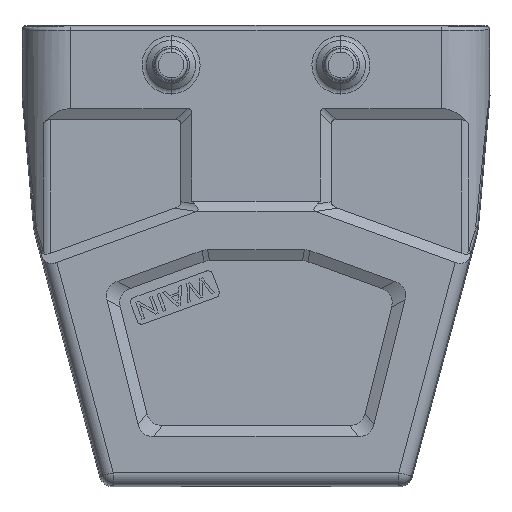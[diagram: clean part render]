
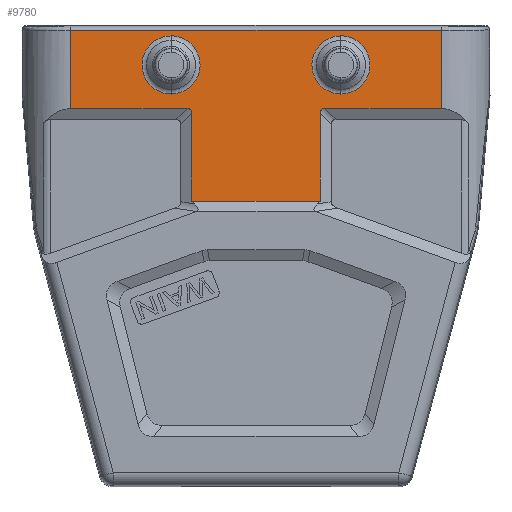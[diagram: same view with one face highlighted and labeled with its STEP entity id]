
A CAD part, front view. The second image highlights one B-rep face of the part: STEP entity #9780.
In plain terms, the highlighted planar face has unit normal (0, -1, 0).
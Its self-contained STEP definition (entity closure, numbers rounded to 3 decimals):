
#245=CARTESIAN_POINT('',(-28.878,-21.5,
-0.783));
#247=DIRECTION('',(0.,0.,-1.));
#248=VECTOR('',#247,12.217);
#249=CARTESIAN_POINT('',(-28.878,-21.5,
-0.783));
#250=LINE('',#249,#248);
#765=CARTESIAN_POINT('',(28.878,-21.5,
-0.783));
#791=CARTESIAN_POINT('',(28.878,-21.5,-13.));
#793=DIRECTION('',(0.,0.,1.));
#794=VECTOR('',#793,12.217);
#795=CARTESIAN_POINT('',(28.878,-21.5,-13.));
#796=LINE('',#795,#794);
#807=DIRECTION('',(-1.,0.,0.));
#808=VECTOR('',#807,57.755);
#809=CARTESIAN_POINT('',(28.878,-21.5,
-0.783));
#810=LINE('',#809,#808);
#815=DIRECTION('',(-1.,0.,0.));
#816=VECTOR('',#815,20.);
#817=CARTESIAN_POINT('',(10.,-21.5,-27.456));
#818=LINE('',#817,#816);
#819=CARTESIAN_POINT('',(13.25,-21.5,-6.2));
#820=DIRECTION('',(0.,-1.,0.));
#821=DIRECTION('',(0.,0.,-1.));
#822=AXIS2_PLACEMENT_3D('',#819,#820,#821);
#824=CARTESIAN_POINT('',(13.25,-21.5,-6.2));
#825=DIRECTION('',(0.,-1.,0.));
#826=DIRECTION('',(0.076,0.,0.997));
#827=AXIS2_PLACEMENT_3D('',#824,#825,#826);
#829=CARTESIAN_POINT('',(13.25,-21.5,-6.2));
#830=DIRECTION('',(0.,-1.,0.));
#831=DIRECTION('',(0.,0.,1.));
#832=AXIS2_PLACEMENT_3D('',#829,#830,#831);
#834=CARTESIAN_POINT('',(13.25,-21.5,-6.2));
#835=DIRECTION('',(0.,-1.,0.));
#836=DIRECTION('',(-0.076,0.,-0.997));
#837=AXIS2_PLACEMENT_3D('',#834,#835,#836);
#839=CARTESIAN_POINT('',(-13.25,-21.5,-6.2));
#840=DIRECTION('',(0.,-1.,0.));
#841=DIRECTION('',(0.,0.,-1.));
#842=AXIS2_PLACEMENT_3D('',#839,#840,#841);
#844=CARTESIAN_POINT('',(-13.25,-21.5,-6.2));
#845=DIRECTION('',(0.,-1.,0.));
#846=DIRECTION('',(0.076,0.,0.997));
#847=AXIS2_PLACEMENT_3D('',#844,#845,#846);
#849=CARTESIAN_POINT('',(-13.25,-21.5,-6.2));
#850=DIRECTION('',(0.,-1.,0.));
#851=DIRECTION('',(0.,0.,1.));
#852=AXIS2_PLACEMENT_3D('',#849,#850,#851);
#854=CARTESIAN_POINT('',(-13.25,-21.5,-6.2));
#855=DIRECTION('',(0.,-1.,0.));
#856=DIRECTION('',(-0.076,0.,-0.997));
#857=AXIS2_PLACEMENT_3D('',#854,#855,#856);
#869=DIRECTION('',(1.,0.,0.));
#870=VECTOR('',#869,18.128);
#871=CARTESIAN_POINT('',(10.75,-21.5,-13.));
#872=LINE('',#871,#870);
#969=DIRECTION('',(1.,0.,0.));
#970=VECTOR('',#969,18.128);
#971=CARTESIAN_POINT('',(-28.878,-21.5,-13.));
#972=LINE('',#971,#970);
#983=CARTESIAN_POINT('',(-10.75,-21.5,-13.));
#984=CARTESIAN_POINT('',(-10.5,-21.5,-13.));
#985=CARTESIAN_POINT('',(-10.138,-21.5,-13.138));
#986=CARTESIAN_POINT('',(-10.,-21.5,-13.5));
#987=CARTESIAN_POINT('',(-10.,-21.5,-13.75));
#1001=DIRECTION('',(0.,0.,-1.));
#1002=VECTOR('',#1001,13.706);
#1003=CARTESIAN_POINT('',(-10.,-21.5,-13.75));
#1004=LINE('',#1003,#1002);
#1005=DIRECTION('',(0.,0.,1.));
#1006=VECTOR('',#1005,13.706);
#1007=CARTESIAN_POINT('',(10.,-21.5,-27.456));
#1008=LINE('',#1007,#1006);
#1027=CARTESIAN_POINT('',(10.,-21.5,-13.75));
#1028=CARTESIAN_POINT('',(10.,-21.5,-13.5));
#1029=CARTESIAN_POINT('',(10.138,-21.5,-13.138));
#1030=CARTESIAN_POINT('',(10.5,-21.5,-13.));
#1031=CARTESIAN_POINT('',(10.75,-21.5,-13.));
#7366=VERTEX_POINT('',#245);
#7367=CARTESIAN_POINT('',(-28.878,-21.5,-13.));
#7368=VERTEX_POINT('',#7367);
#7546=VERTEX_POINT('',#765);
#7552=VERTEX_POINT('',#791);
#7556=CARTESIAN_POINT('',(10.75,-21.5,-13.));
#7557=VERTEX_POINT('',#7556);
#7558=VERTEX_POINT('',#1027);
#7559=CARTESIAN_POINT('',(10.,-21.5,-27.456));
#7560=VERTEX_POINT('',#7559);
#7561=CARTESIAN_POINT('',(-10.,-21.5,-27.456));
#7562=VERTEX_POINT('',#7561);
#7563=CARTESIAN_POINT('',(-10.,-21.5,-13.75));
#7564=VERTEX_POINT('',#7563);
#7565=VERTEX_POINT('',#983);
#7566=CARTESIAN_POINT('',(13.25,-21.5,-10.731));
#7567=CARTESIAN_POINT('',(13.595,-21.5,-1.682));
#7568=VERTEX_POINT('',#7566);
#7569=VERTEX_POINT('',#7567);
#7570=CARTESIAN_POINT('',(13.25,-21.5,-1.669));
#7571=VERTEX_POINT('',#7570);
#7572=CARTESIAN_POINT('',(12.905,-21.5,-10.718));
#7573=VERTEX_POINT('',#7572);
#7574=CARTESIAN_POINT('',(-13.25,-21.5,-10.731));
#7575=CARTESIAN_POINT('',(-12.905,-21.5,-1.682));
#7576=VERTEX_POINT('',#7574);
#7577=VERTEX_POINT('',#7575);
#7578=CARTESIAN_POINT('',(-13.25,-21.5,-1.669));
#7579=VERTEX_POINT('',#7578);
#7580=CARTESIAN_POINT('',(-13.595,-21.5,-10.718));
#7581=VERTEX_POINT('',#7580);
#9736=CARTESIAN_POINT('',(0.,-21.5,0.));
#9737=DIRECTION('',(0.,1.,0.));
#9738=DIRECTION('',(-1.,0.,0.));
#9739=AXIS2_PLACEMENT_3D('',#9736,#9737,#9738);
#9740=PLANE('',#9739);
#9741=ORIENTED_EDGE('',*,*,#9727,.F.);
#9742=ORIENTED_EDGE('',*,*,#9702,.F.);
#9744=ORIENTED_EDGE('',*,*,#9743,.F.);
#9746=ORIENTED_EDGE('',*,*,#9745,.F.);
#9748=ORIENTED_EDGE('',*,*,#9747,.F.);
#9750=ORIENTED_EDGE('',*,*,#9749,.T.);
#9752=ORIENTED_EDGE('',*,*,#9751,.F.);
#9754=ORIENTED_EDGE('',*,*,#9753,.F.);
#9756=ORIENTED_EDGE('',*,*,#9755,.F.);
#9757=ORIENTED_EDGE('',*,*,#8753,.F.);
#9758=EDGE_LOOP('',(#9741,#9742,#9744,#9746,#9748,#9750,#9752,#9754,#9756,
#9757));
#9759=FACE_OUTER_BOUND('',#9758,.F.);
#9761=ORIENTED_EDGE('',*,*,#9760,.T.);
#9763=ORIENTED_EDGE('',*,*,#9762,.T.);
#9765=ORIENTED_EDGE('',*,*,#9764,.T.);
#9767=ORIENTED_EDGE('',*,*,#9766,.T.);
#9768=EDGE_LOOP('',(#9761,#9763,#9765,#9767));
#9769=FACE_BOUND('',#9768,.F.);
#9771=ORIENTED_EDGE('',*,*,#9770,.T.);
#9773=ORIENTED_EDGE('',*,*,#9772,.T.);
#9775=ORIENTED_EDGE('',*,*,#9774,.T.);
#9777=ORIENTED_EDGE('',*,*,#9776,.T.);
#9778=EDGE_LOOP('',(#9771,#9773,#9775,#9777));
#9779=FACE_BOUND('',#9778,.F.);
#9780=ADVANCED_FACE('',(#9759,#9769,#9779),#9740,.F.);
#823=CIRCLE('',#822,4.531);
#828=CIRCLE('',#827,4.531);
#833=CIRCLE('',#832,4.531);
#838=CIRCLE('',#837,4.531);
#843=CIRCLE('',#842,4.531);
#848=CIRCLE('',#847,4.531);
#853=CIRCLE('',#852,4.531);
#858=CIRCLE('',#857,4.531);
#988=B_SPLINE_CURVE_WITH_KNOTS('',3,(#983,#984,#985,#986,#987),.UNSPECIFIED.,
.F.,.F.,(4,1,4),(0.,0.5,1.),.UNSPECIFIED.);
#1032=B_SPLINE_CURVE_WITH_KNOTS('',3,(#1027,#1028,#1029,#1030,#1031),
.UNSPECIFIED.,.F.,.F.,(4,1,4),(0.,0.5,1.),.UNSPECIFIED.);
#8753=EDGE_CURVE('',#7366,#7368,#250,.T.);
#9702=EDGE_CURVE('',#7552,#7546,#796,.T.);
#9727=EDGE_CURVE('',#7546,#7366,#810,.T.);
#9743=EDGE_CURVE('',#7557,#7552,#872,.T.);
#9745=EDGE_CURVE('',#7558,#7557,#1032,.T.);
#9747=EDGE_CURVE('',#7560,#7558,#1008,.T.);
#9749=EDGE_CURVE('',#7560,#7562,#818,.T.);
#9751=EDGE_CURVE('',#7564,#7562,#1004,.T.);
#9753=EDGE_CURVE('',#7565,#7564,#988,.T.);
#9755=EDGE_CURVE('',#7368,#7565,#972,.T.);
#9760=EDGE_CURVE('',#7568,#7569,#823,.T.);
#9762=EDGE_CURVE('',#7569,#7571,#828,.T.);
#9764=EDGE_CURVE('',#7571,#7573,#833,.T.);
#9766=EDGE_CURVE('',#7573,#7568,#838,.T.);
#9770=EDGE_CURVE('',#7576,#7577,#843,.T.);
#9772=EDGE_CURVE('',#7577,#7579,#848,.T.);
#9774=EDGE_CURVE('',#7579,#7581,#853,.T.);
#9776=EDGE_CURVE('',#7581,#7576,#858,.T.);
